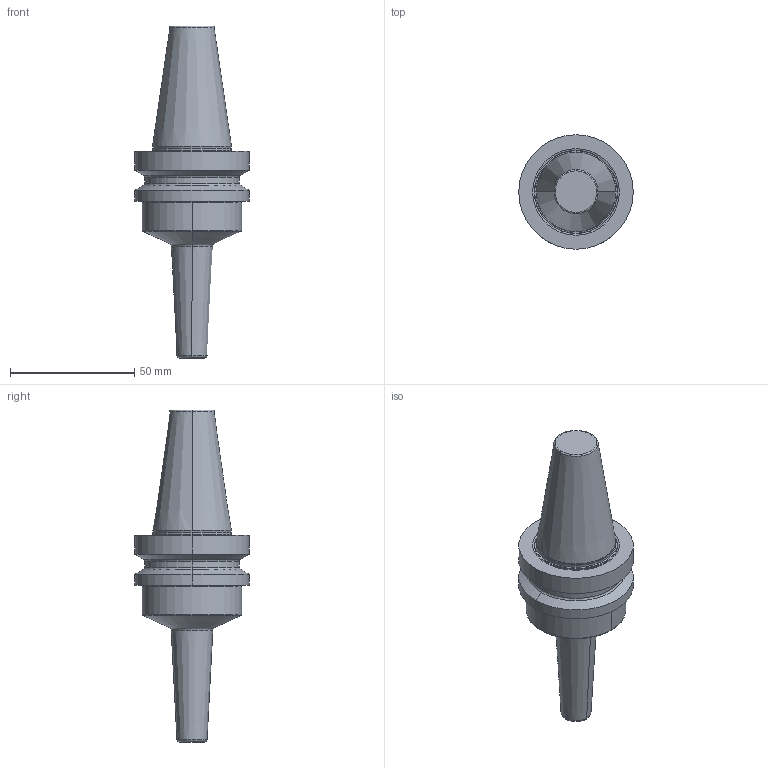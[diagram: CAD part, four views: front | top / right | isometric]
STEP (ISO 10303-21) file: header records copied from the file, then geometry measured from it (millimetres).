
FILE_DESCRIPTION((''),'2;1');
FILE_NAME('606700705-000-00-E43','2016-08-16T',('Liebchenm'),(''),'PRO/ENGINEER BY PARAMETRIC TECHNOLOGY CORPORATION, 2011220','PRO/ENGINEER BY PARAMETRIC TECHNOLOGY CORPORATION, 2011220','');
FILE_SCHEMA(('AUTOMOTIVE_DESIGN_CC2 { 1 2 10303 214 -1 1 5 2 }'));
Length unit declared in the file: millimetre
Products named in the file (1): 606700705-000-00-E43
Bounding box: 46 x 46 x 133.4 mm (x, y, z)
Volume: 81247.7 mm3; surface area: 14093.5 mm2
Topology: 1 solids, 2 shells, 63 faces, 123 edges, 70 vertices
Faces by surface type: torus 22, cone 16, cylinder 16, plane 9
Entity records: 2057 total; most frequent: DIRECTION 345, CARTESIAN_POINT 257, ORIENTED_EDGE 244, AXIS2_PLACEMENT_3D 156, PRESENTATION_STYLE_ASSIGNMENT 127, STYLED_ITEM 127, CURVE_STYLE 126, EDGE_CURVE 122
